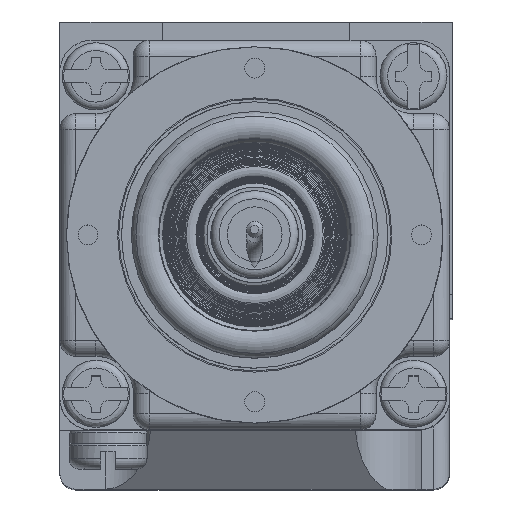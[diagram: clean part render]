
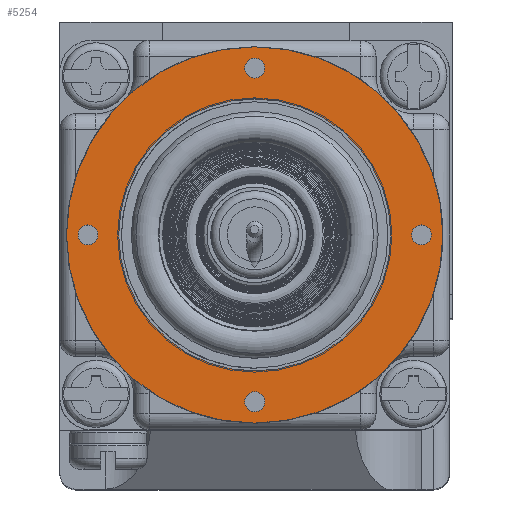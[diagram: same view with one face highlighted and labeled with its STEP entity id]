
A CAD part, top view. The second image highlights one B-rep face of the part: STEP entity #5254.
In plain terms, the highlighted planar face has unit normal (0, 0, 1).
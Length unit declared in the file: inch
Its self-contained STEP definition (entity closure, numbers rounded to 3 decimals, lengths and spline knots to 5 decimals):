
#178 = VERTEX_POINT ( 'NONE', #11999 ) ;
#1062 = VERTEX_POINT ( 'NONE', #35782 ) ;
#1210 = EDGE_CURVE ( 'NONE', #37192, #37192, #34387, .T. ) ;
#1805 = EDGE_LOOP ( 'NONE', ( #26645 ) ) ;
#1914 = CIRCLE ( 'NONE', #19337, 0.729 ) ;
#2278 = CARTESIAN_POINT ( 'NONE',  ( -2.65517, 1.2787, 2.01581 ) ) ;
#2648 = DIRECTION ( 'NONE',  ( 0., 0., -1. ) ) ;
#3310 = FACE_BOUND ( 'NONE', #9804, .T. ) ;
#4707 = CARTESIAN_POINT ( 'NONE',  ( -1.97067, 1.2787, 2.01581 ) ) ;
#4972 = DIRECTION ( 'NONE',  ( 1., 0., 0. ) ) ;
#5254 = ADVANCED_FACE ( 'NONE', ( #3310, #29426, #33094, #30359, #15890, #21792 ), #22010, .T. ) ;
#5577 = CARTESIAN_POINT ( 'NONE',  ( -1.97067, 0.6327, 2.01581 ) ) ;
#6058 = ORIENTED_EDGE ( 'NONE', *, *, #26590, .T. ) ;
#6756 = ORIENTED_EDGE ( 'NONE', *, *, #29844, .T. ) ;
#7731 = DIRECTION ( 'NONE',  ( 0., 0., 1. ) ) ;
#8120 = ORIENTED_EDGE ( 'NONE', *, *, #28182, .T. ) ;
#8546 = ORIENTED_EDGE ( 'NONE', *, *, #20631, .T. ) ;
#9532 = CIRCLE ( 'NONE', #37203, 0.0385 ) ;
#9804 = EDGE_LOOP ( 'NONE', ( #26156 ) ) ;
#11644 = AXIS2_PLACEMENT_3D ( 'NONE', #18436, #18692, #15543 ) ;
#11999 = CARTESIAN_POINT ( 'NONE',  ( -2.69967, 1.2787, 2.01581 ) ) ;
#12000 = DIRECTION ( 'NONE',  ( -1., 0., 0. ) ) ;
#12122 = CARTESIAN_POINT ( 'NONE',  ( -1.97067, 1.2787, 2.01581 ) ) ;
#12678 = VERTEX_POINT ( 'NONE', #20843 ) ;
#12737 = CARTESIAN_POINT ( 'NONE',  ( -2.00917, 0.6327, 2.01581 ) ) ;
#13855 = EDGE_CURVE ( 'NONE', #12678, #12678, #23268, .T. ) ;
#14251 = DIRECTION ( 'NONE',  ( 0., 0., -1. ) ) ;
#15039 = DIRECTION ( 'NONE',  ( 0., 0., -1. ) ) ;
#15290 = DIRECTION ( 'NONE',  ( -1., 0., 0. ) ) ;
#15543 = DIRECTION ( 'NONE',  ( -1., 0., 0. ) ) ;
#15890 = FACE_BOUND ( 'NONE', #37084, .T. ) ;
#16357 = EDGE_LOOP ( 'NONE', ( #8546 ) ) ;
#17948 = DIRECTION ( 'NONE',  ( 0., 0., -1. ) ) ;
#18372 = AXIS2_PLACEMENT_3D ( 'NONE', #12122, #15039, #23919 ) ;
#18436 = CARTESIAN_POINT ( 'NONE',  ( -1.97067, 1.9247, 2.01581 ) ) ;
#18692 = DIRECTION ( 'NONE',  ( 0., 0., -1. ) ) ;
#19337 = AXIS2_PLACEMENT_3D ( 'NONE', #34909, #29306, #12000 ) ;
#20631 = EDGE_CURVE ( 'NONE', #178, #178, #1914, .T. ) ;
#20843 = CARTESIAN_POINT ( 'NONE',  ( -1.36317, 1.2787, 2.01581 ) ) ;
#21792 = FACE_OUTER_BOUND ( 'NONE', #16357, .T. ) ;
#22010 = PLANE ( 'NONE',  #32317 ) ;
#22336 = EDGE_LOOP ( 'NONE', ( #6058 ) ) ;
#22852 = AXIS2_PLACEMENT_3D ( 'NONE', #29816, #17948, #15290 ) ;
#23209 = CIRCLE ( 'NONE', #11644, 0.0385 ) ;
#23268 = CIRCLE ( 'NONE', #22852, 0.0385 ) ;
#23919 = DIRECTION ( 'NONE',  ( -1., 0., 0. ) ) ;
#24941 = VERTEX_POINT ( 'NONE', #12737 ) ;
#25802 = DIRECTION ( 'NONE',  ( -1., 0., 0. ) ) ;
#26156 = ORIENTED_EDGE ( 'NONE', *, *, #13855, .T. ) ;
#26590 = EDGE_CURVE ( 'NONE', #24941, #24941, #9532, .T. ) ;
#26645 = ORIENTED_EDGE ( 'NONE', *, *, #1210, .T. ) ;
#28182 = EDGE_CURVE ( 'NONE', #1062, #1062, #30101, .T. ) ;
#28804 = DIRECTION ( 'NONE',  ( -1., 0., 0. ) ) ;
#29306 = DIRECTION ( 'NONE',  ( 0., 0., 1. ) ) ;
#29426 = FACE_BOUND ( 'NONE', #22336, .T. ) ;
#29816 = CARTESIAN_POINT ( 'NONE',  ( -1.32467, 1.2787, 2.01581 ) ) ;
#29844 = EDGE_CURVE ( 'NONE', #31278, #31278, #23209, .T. ) ;
#30066 = CARTESIAN_POINT ( 'NONE',  ( -2.00917, 1.9247, 2.01581 ) ) ;
#30101 = CIRCLE ( 'NONE', #18372, 0.527 ) ;
#30109 = EDGE_LOOP ( 'NONE', ( #6756 ) ) ;
#30359 = FACE_BOUND ( 'NONE', #30109, .T. ) ;
#31278 = VERTEX_POINT ( 'NONE', #30066 ) ;
#32317 = AXIS2_PLACEMENT_3D ( 'NONE', #4707, #7731, #4972 ) ;
#33094 = FACE_BOUND ( 'NONE', #1805, .T. ) ;
#34153 = AXIS2_PLACEMENT_3D ( 'NONE', #34657, #2648, #28804 ) ;
#34387 = CIRCLE ( 'NONE', #34153, 0.0385 ) ;
#34657 = CARTESIAN_POINT ( 'NONE',  ( -2.61667, 1.2787, 2.01581 ) ) ;
#34909 = CARTESIAN_POINT ( 'NONE',  ( -1.97067, 1.2787, 2.01581 ) ) ;
#35782 = CARTESIAN_POINT ( 'NONE',  ( -2.49767, 1.2787, 2.01581 ) ) ;
#37084 = EDGE_LOOP ( 'NONE', ( #8120 ) ) ;
#37192 = VERTEX_POINT ( 'NONE', #2278 ) ;
#37203 = AXIS2_PLACEMENT_3D ( 'NONE', #5577, #14251, #25802 ) ;
